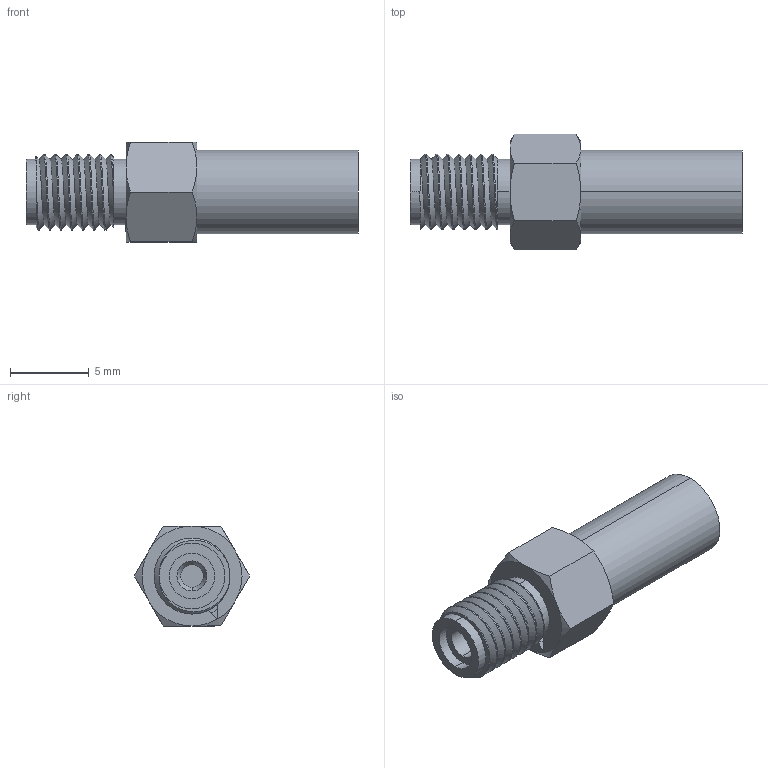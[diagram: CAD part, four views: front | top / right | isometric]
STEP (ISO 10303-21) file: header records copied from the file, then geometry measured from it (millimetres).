
FILE_DESCRIPTION (( 'STEP AP203' ), '1' );
FILE_NAME ('FMCN1856_3D.STEP', '2022-02-16T22:59:24', ( '' ), ( '' ), 'SwSTEP 2.0', 'SolidWorks 2021', '' );
FILE_SCHEMA (( 'CONFIG_CONTROL_DESIGN' ));
Length unit declared in the file: inch
Products named in the file (1): FMCN1856_3D
Bounding box: 21.08 x 7.33 x 6.35 mm (x, y, z)
Volume: 331.4 mm3; surface area: 734 mm2
Topology: 1 solids, 1 shells, 71 faces, 161 edges, 100 vertices
Faces by surface type: cylinder 33, plane 18, cone 16, bspline 4
Entity records: 3234 total; most frequent: CARTESIAN_POINT 1691, ORIENTED_EDGE 322, DIRECTION 287, EDGE_CURVE 161, AXIS2_PLACEMENT_3D 122, VERTEX_POINT 100, EDGE_LOOP 79, ADVANCED_FACE 71
